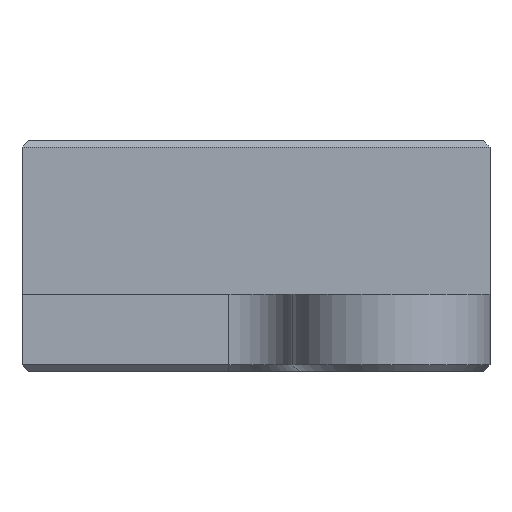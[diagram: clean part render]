
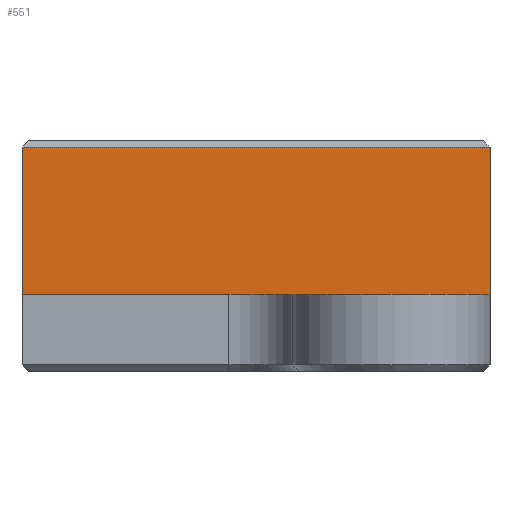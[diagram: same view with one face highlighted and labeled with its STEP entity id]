
A CAD part, front view. The second image highlights one B-rep face of the part: STEP entity #551.
In plain terms, the highlighted planar face has unit normal (0, -1, 0).
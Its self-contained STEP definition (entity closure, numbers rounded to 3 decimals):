
#41=PLANE('',#616);
#75=FACE_OUTER_BOUND('',#110,.T.);
#110=EDGE_LOOP('',(#493,#494,#495,#496));
#124=LINE('',#822,#181);
#165=LINE('',#923,#222);
#167=LINE('',#927,#224);
#168=LINE('',#928,#225);
#181=VECTOR('',#653,10.);
#222=VECTOR('',#766,10.);
#224=VECTOR('',#770,10.);
#225=VECTOR('',#771,10.);
#261=VERTEX_POINT('',#819);
#262=VERTEX_POINT('',#821);
#286=VERTEX_POINT('',#922);
#287=VERTEX_POINT('',#926);
#306=EDGE_CURVE('',#261,#262,#124,.T.);
#357=EDGE_CURVE('',#262,#286,#165,.T.);
#359=EDGE_CURVE('',#287,#261,#167,.T.);
#360=EDGE_CURVE('',#286,#287,#168,.T.);
#493=ORIENTED_EDGE('',*,*,#306,.F.);
#494=ORIENTED_EDGE('',*,*,#359,.F.);
#495=ORIENTED_EDGE('',*,*,#360,.F.);
#496=ORIENTED_EDGE('',*,*,#357,.F.);
#551=ADVANCED_FACE('',(#75),#41,.F.);
#616=AXIS2_PLACEMENT_3D('',#925,#768,#769);
#653=DIRECTION('',(1.,0.,0.));
#766=DIRECTION('',(0.,0.,-1.));
#768=DIRECTION('center_axis',(0.,1.,0.));
#769=DIRECTION('ref_axis',(0.,0.,1.));
#770=DIRECTION('',(0.,0.,1.));
#771=DIRECTION('',(-1.,0.,0.));
#819=CARTESIAN_POINT('',(192.6,-7.4,5.75));
#821=CARTESIAN_POINT('',(210.85,-7.4,5.75));
#822=CARTESIAN_POINT('',(197.163,-7.4,5.75));
#922=CARTESIAN_POINT('',(210.85,-7.4,0.));
#923=CARTESIAN_POINT('',(210.85,-7.4,0.));
#925=CARTESIAN_POINT('Origin',(192.6,-7.4,0.));
#926=CARTESIAN_POINT('',(192.6,-7.4,0.));
#927=CARTESIAN_POINT('',(192.6,-7.4,0.));
#928=CARTESIAN_POINT('',(197.163,-7.4,0.));
